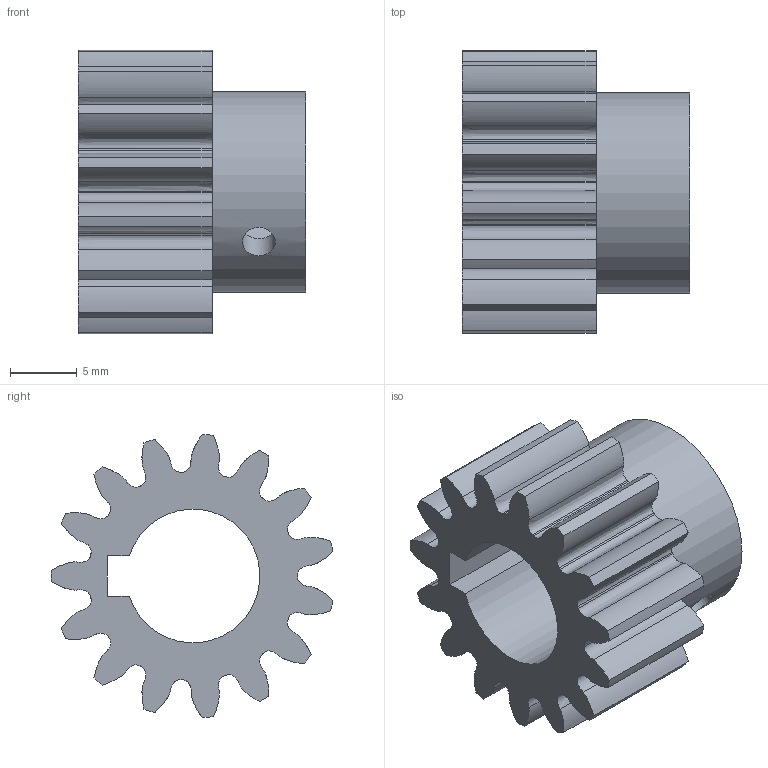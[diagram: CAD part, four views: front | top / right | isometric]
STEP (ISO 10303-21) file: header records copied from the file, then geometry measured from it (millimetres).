
FILE_DESCRIPTION(('STEP AP214'), '1');
FILE_NAME('求狩囹铄 觐脲耦 15騙 纫涛.000001.008', '2023-05-30T07:08:04', ('--'), (''), 'C3D Converter', 'C3D Toolkit', '');
FILE_SCHEMA(('AUTOMOTIVE_DESIGN { 1 0 10303 214 3 1 1}'));
Length unit declared in the file: millimetre
Products named in the file (1): ИТМО.000001.008
Bounding box: 17 x 21.09 x 21.2 mm (x, y, z)
Volume: 2512.8 mm3; surface area: 2447.2 mm2
Topology: 1 solids, 1 shells, 99 faces, 288 edges, 197 vertices
Faces by surface type: extrusion 60, cylinder 33, plane 6
Full cylindrical faces by diameter (mm): 2.459 x1, 15 x1
Entity records: 9145 total; most frequent: CARTESIAN_POINT 5869, ORIENTED_EDGE 572, DIRECTION 368, EDGE_CURVE 286, VERTEX_POINT 192, B_SPLINE_CURVE_WITH_KNOTS 182, VECTOR 160, EDGE_LOOP 106
